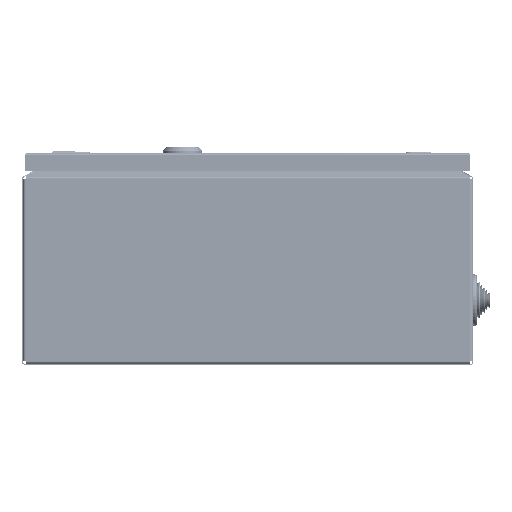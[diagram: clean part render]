
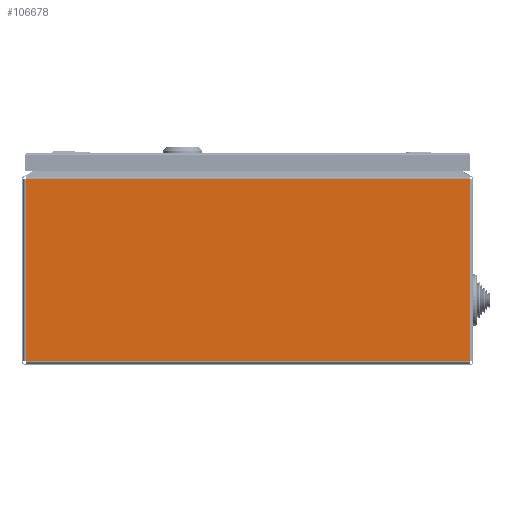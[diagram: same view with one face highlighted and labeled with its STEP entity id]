
A CAD part, left-side view. The second image highlights one B-rep face of the part: STEP entity #106678.
In plain terms, the highlighted face is planar.
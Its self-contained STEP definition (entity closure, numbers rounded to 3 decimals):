
#10512 = VERTEX_POINT ( 'NONE', #120769 ) ;
#15884 = ORIENTED_EDGE ( 'NONE', *, *, #162194, .F. ) ;
#21619 = VERTEX_POINT ( 'NONE', #70501 ) ;
#24233 = CARTESIAN_POINT ( 'NONE',  ( 0., 0., 172.15 ) ) ;
#26892 = ORIENTED_EDGE ( 'NONE', *, *, #206518, .T. ) ;
#40371 = CARTESIAN_POINT ( 'NONE',  ( 143.32, 0., -172.15 ) ) ;
#40538 = VECTOR ( 'NONE', #147148, 1000. ) ;
#41662 = DIRECTION ( 'NONE',  ( 0., 1., 0. ) ) ;
#44788 = DIRECTION ( 'NONE',  ( 0., 0., 1. ) ) ;
#60801 = LINE ( 'NONE', #199238, #92065 ) ;
#70501 = CARTESIAN_POINT ( 'NONE',  ( 2.05, 0., 172.15 ) ) ;
#71733 = CARTESIAN_POINT ( 'NONE',  ( 2.05, 0., 172.15 ) ) ;
#74167 = CARTESIAN_POINT ( 'NONE',  ( 143.32, 0., 172.15 ) ) ;
#78211 = PLANE ( 'NONE',  #198113 ) ;
#89283 = VERTEX_POINT ( 'NONE', #137858 ) ;
#92065 = VECTOR ( 'NONE', #162083, 1000. ) ;
#104415 = ORIENTED_EDGE ( 'NONE', *, *, #192413, .F. ) ;
#106131 = VERTEX_POINT ( 'NONE', #40371 ) ;
#106678 = ADVANCED_FACE ( 'NONE', ( #130629 ), #78211, .T. ) ;
#120769 = CARTESIAN_POINT ( 'NONE',  ( 2.05, 0., -172.15 ) ) ;
#130629 = FACE_OUTER_BOUND ( 'NONE', #234731, .T. ) ;
#137858 = CARTESIAN_POINT ( 'NONE',  ( 143.32, 0., 172.15 ) ) ;
#138166 = CARTESIAN_POINT ( 'NONE',  ( 0., 0., -172.15 ) ) ;
#141574 = ORIENTED_EDGE ( 'NONE', *, *, #142405, .T. ) ;
#142405 = EDGE_CURVE ( 'NONE', #21619, #89283, #60801, .T. ) ;
#144725 = DIRECTION ( 'NONE',  ( 0., 0., -1. ) ) ;
#147148 = DIRECTION ( 'NONE',  ( 0., 0., -1. ) ) ;
#148898 = VECTOR ( 'NONE', #144725, 1000. ) ;
#151232 = LINE ( 'NONE', #74167, #40538 ) ;
#154163 = LINE ( 'NONE', #138166, #202280 ) ;
#162083 = DIRECTION ( 'NONE',  ( 1., 0., 0. ) ) ;
#162194 = EDGE_CURVE ( 'NONE', #10512, #106131, #154163, .T. ) ;
#192413 = EDGE_CURVE ( 'NONE', #21619, #10512, #197063, .T. ) ;
#197063 = LINE ( 'NONE', #71733, #148898 ) ;
#198113 = AXIS2_PLACEMENT_3D ( 'NONE', #24233, #41662, #44788 ) ;
#199238 = CARTESIAN_POINT ( 'NONE',  ( 0., 0., 172.15 ) ) ;
#202280 = VECTOR ( 'NONE', #211755, 1000. ) ;
#206518 = EDGE_CURVE ( 'NONE', #89283, #106131, #151232, .T. ) ;
#211755 = DIRECTION ( 'NONE',  ( 1., 0., 0. ) ) ;
#234731 = EDGE_LOOP ( 'NONE', ( #15884, #104415, #141574, #26892 ) ) ;
